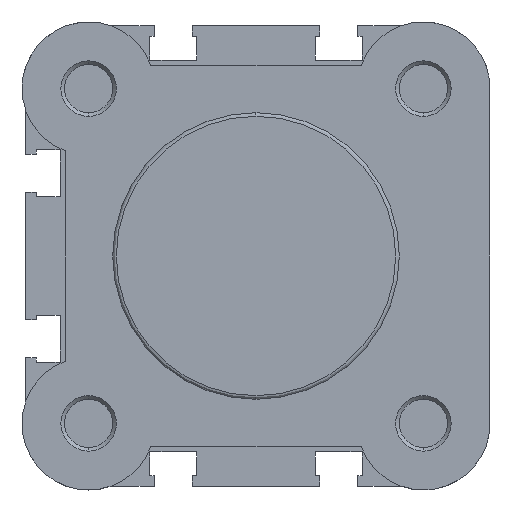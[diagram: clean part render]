
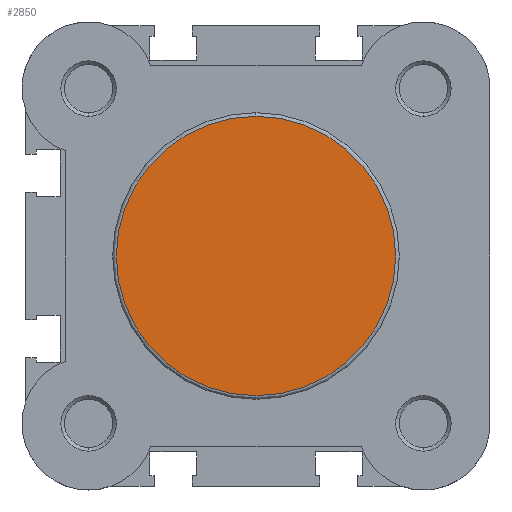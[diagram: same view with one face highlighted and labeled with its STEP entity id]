
A CAD part, left-side view. The second image highlights one B-rep face of the part: STEP entity #2850.
In plain terms, the highlighted planar face has unit normal (-1, 0, 0).
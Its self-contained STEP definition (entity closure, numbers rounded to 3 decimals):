
#297 = CIRCLE ( 'NONE', #3821, 19.4 ) ;
#386 = CIRCLE ( 'NONE', #3854, 19.4 ) ;
#912 = CARTESIAN_POINT ( 'NONE',  ( 0., 0., 0. ) ) ;
#913 = DIRECTION ( 'NONE',  ( -1., 0., 0. ) ) ;
#914 = DIRECTION ( 'NONE',  ( 0., 0., -1. ) ) ;
#1065 = CARTESIAN_POINT ( 'NONE',  ( 0., 0., 0. ) ) ;
#1066 = DIRECTION ( 'NONE',  ( -1., 0., 0. ) ) ;
#1067 = DIRECTION ( 'NONE',  ( 0., 0., -1. ) ) ;
#1379 = CARTESIAN_POINT ( 'NONE',  ( 0., 0., -19.4 ) ) ;
#1381 = CARTESIAN_POINT ( 'NONE',  ( 0., 0., 19.4 ) ) ;
#2348 = ORIENTED_EDGE ( 'NONE', *, *, #3322, .T. ) ;
#2351 = ORIENTED_EDGE ( 'NONE', *, *, #3382, .T. ) ;
#2850 = ADVANCED_FACE ( 'NONE', ( #4351 ), #5266, .F. ) ;
#3322 = EDGE_CURVE ( 'NONE', #5160, #5162, #297, .T. ) ;
#3382 = EDGE_CURVE ( 'NONE', #5162, #5160, #386, .T. ) ;
#3518 = AXIS2_PLACEMENT_3D ( 'NONE', #5265, #5267, #5268 ) ;
#3821 = AXIS2_PLACEMENT_3D ( 'NONE', #912, #913, #914 ) ;
#3854 = AXIS2_PLACEMENT_3D ( 'NONE', #1065, #1066, #1067 ) ;
#4124 = EDGE_LOOP ( 'NONE', ( #2348, #2351 ) ) ;
#4351 = FACE_OUTER_BOUND ( 'NONE', #4124, .T. ) ;
#5160 = VERTEX_POINT ( 'NONE', #1379 ) ;
#5162 = VERTEX_POINT ( 'NONE', #1381 ) ;
#5265 = CARTESIAN_POINT ( 'NONE',  ( 0., 19.9, 0. ) ) ;
#5266 = PLANE ( 'NONE',  #3518 ) ;
#5267 = DIRECTION ( 'NONE',  ( 1., 0., 0. ) ) ;
#5268 = DIRECTION ( 'NONE',  ( 0., 0., -1. ) ) ;
